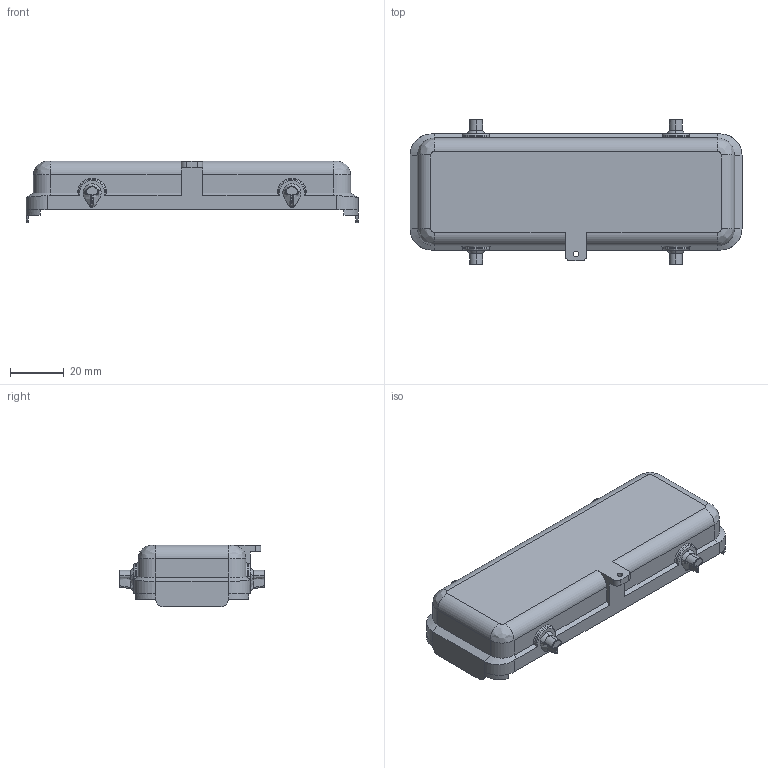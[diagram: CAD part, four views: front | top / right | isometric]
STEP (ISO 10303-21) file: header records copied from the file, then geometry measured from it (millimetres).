
FILE_DESCRIPTION(/* description */ (''),/* implementation_level */ '2;1');
FILE_NAME(/* name */ 'c3d_c146 n25 040 e1.stp',/* time_stamp */ '2018-04-13T11:43:45+02:00',/* author */ (''),/* organization */ (''),/* preprocessor_version */ 'ST-DEVELOPER v16',/* originating_system */ 'SIEMENS PLM Software NX 11.0',/* authorisation */ '');
FILE_SCHEMA (('AP203_CONFIGURATION_CONTROLLED_3D_DESIGN_OF_MECHANICAL_PARTS_AND_ASSEMBLIES_MIM_LF { 1 0 10303 403 2 1 2}'));
Length unit declared in the file: millimetre
Products named in the file (1): c146 n25 040 e1nxm001-01
Bounding box: 123 x 54 x 22.8 mm (x, y, z)
Volume: 24659.3 mm3; surface area: 20492.5 mm2
Topology: 1 solids, 1 shells, 202 faces, 494 edges, 296 vertices
Faces by surface type: bspline 76, cylinder 60, plane 58, cone 4, extrusion 4
Full cylindrical faces by diameter (mm): 2 x1
Entity records: 11220 total; most frequent: CARTESIAN_POINT 5473, ORIENTED_EDGE 978, DIRECTION 739, EDGE_CURVE 489, VERTEX_POINT 296, AXIS2_PLACEMENT_3D 251, VECTOR 237, LINE 233
